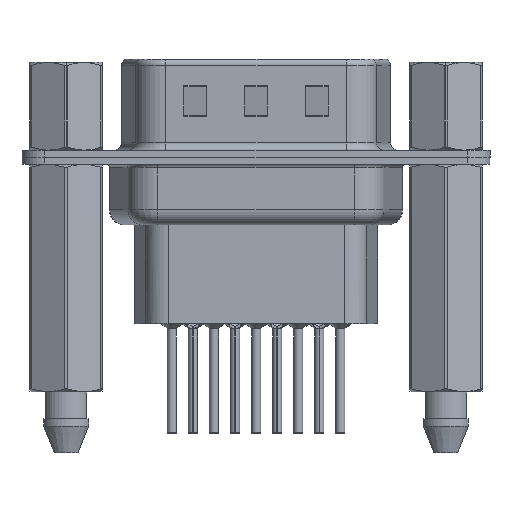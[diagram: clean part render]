
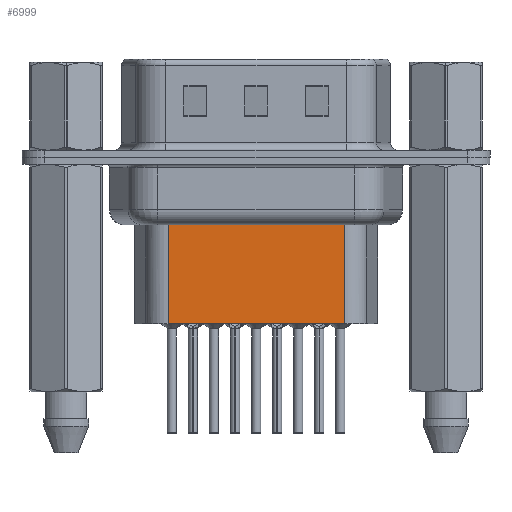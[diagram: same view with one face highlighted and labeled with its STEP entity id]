
A CAD part, front view. The second image highlights one B-rep face of the part: STEP entity #6999.
In plain terms, the highlighted planar face has unit normal (0, -1, 0).
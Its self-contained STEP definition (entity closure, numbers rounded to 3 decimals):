
#196 = CARTESIAN_POINT ( 'NONE',  ( 6.706, -3.5, -10.95 ) ) ;
#1354 = VERTEX_POINT ( 'NONE', #196 ) ;
#1846 = DIRECTION ( 'NONE',  ( 1., 0., 0. ) ) ;
#2315 = ORIENTED_EDGE ( 'NONE', *, *, #6083, .F. ) ;
#2405 = EDGE_CURVE ( 'NONE', #23317, #8596, #21108, .T. ) ;
#2959 = CARTESIAN_POINT ( 'NONE',  ( 6.706, -3.5, -4.097 ) ) ;
#3072 = LINE ( 'NONE', #17552, #14779 ) ;
#3593 = AXIS2_PLACEMENT_3D ( 'NONE', #11718, #19885, #1846 ) ;
#4242 = ORIENTED_EDGE ( 'NONE', *, *, #15656, .F. ) ;
#6083 = EDGE_CURVE ( 'NONE', #23317, #24155, #3072, .T. ) ;
#6179 = LINE ( 'NONE', #14208, #18515 ) ;
#6999 = ADVANCED_FACE ( 'NONE', ( #21887 ), #11843, .T. ) ;
#8596 = VERTEX_POINT ( 'NONE', #2959 ) ;
#9999 = DIRECTION ( 'NONE',  ( 0., 0., -1. ) ) ;
#10607 = EDGE_CURVE ( 'NONE', #8596, #1354, #6179, .T. ) ;
#10673 = EDGE_LOOP ( 'NONE', ( #2315, #21375, #17457, #4242 ) ) ;
#11718 = CARTESIAN_POINT ( 'NONE',  ( 6.706, -3.5, -3.1 ) ) ;
#11843 = PLANE ( 'NONE',  #3593 ) ;
#12947 = DIRECTION ( 'NONE',  ( 0., 0., -1. ) ) ;
#14208 = CARTESIAN_POINT ( 'NONE',  ( 6.706, -3.5, -3.1 ) ) ;
#14779 = VECTOR ( 'NONE', #12947, 1000. ) ;
#15656 = EDGE_CURVE ( 'NONE', #24155, #1354, #18211, .T. ) ;
#16142 = CARTESIAN_POINT ( 'NONE',  ( 18.294, -3.5, -4.097 ) ) ;
#16513 = VECTOR ( 'NONE', #21778, 1000. ) ;
#16732 = CARTESIAN_POINT ( 'NONE',  ( 18.294, -3.5, -10.95 ) ) ;
#17457 = ORIENTED_EDGE ( 'NONE', *, *, #10607, .T. ) ;
#17552 = CARTESIAN_POINT ( 'NONE',  ( 18.294, -3.5, -3.1 ) ) ;
#18211 = LINE ( 'NONE', #24185, #23350 ) ;
#18515 = VECTOR ( 'NONE', #9999, 1000. ) ;
#19885 = DIRECTION ( 'NONE',  ( 0., -1., 0. ) ) ;
#20195 = DIRECTION ( 'NONE',  ( -1., 0., 0. ) ) ;
#21108 = LINE ( 'NONE', #23376, #16513 ) ;
#21375 = ORIENTED_EDGE ( 'NONE', *, *, #2405, .T. ) ;
#21778 = DIRECTION ( 'NONE',  ( -1., 0., 0. ) ) ;
#21887 = FACE_OUTER_BOUND ( 'NONE', #10673, .T. ) ;
#23317 = VERTEX_POINT ( 'NONE', #16142 ) ;
#23350 = VECTOR ( 'NONE', #20195, 1000. ) ;
#23376 = CARTESIAN_POINT ( 'NONE',  ( 6.459, -3.5, -4.097 ) ) ;
#24155 = VERTEX_POINT ( 'NONE', #16732 ) ;
#24185 = CARTESIAN_POINT ( 'NONE',  ( 6.706, -3.5, -10.95 ) ) ;
